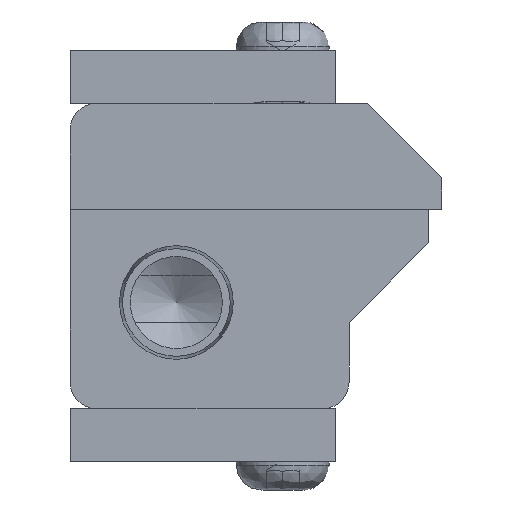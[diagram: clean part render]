
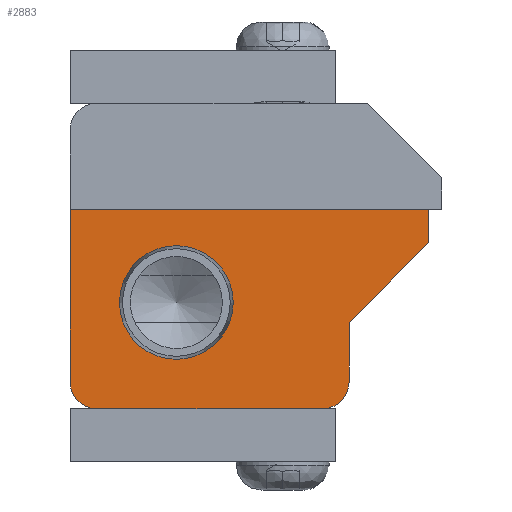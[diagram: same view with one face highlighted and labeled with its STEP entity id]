
A CAD part, left-side view. The second image highlights one B-rep face of the part: STEP entity #2883.
In plain terms, the highlighted planar face has unit normal (-1, 0, 0).
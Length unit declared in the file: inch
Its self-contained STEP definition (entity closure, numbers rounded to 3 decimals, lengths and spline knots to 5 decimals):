
#1871=CARTESIAN_POINT('',(-54.15499,18.68917,-1.0935));
#1872=VERTEX_POINT('',#1871);
#1873=CARTESIAN_POINT('',(-54.15499,18.42167,-1.0935));
#1874=DIRECTION('',(1.0,0.0,0.0));
#1875=DIRECTION('',(0.0,1.0,0.0));
#1876=AXIS2_PLACEMENT_3D('',#1873,#1874,#1875);
#1877=CIRCLE('',#1876,0.26751);
#1878=EDGE_CURVE('',#1872,#1872,#1877,.T.);
#2807=CARTESIAN_POINT('',(-54.15499,18.14836,-1.07429));
#2808=DIRECTION('',(1.0,0.0,0.0));
#2809=DIRECTION('',(0.0,0.0,-1.0));
#2810=AXIS2_PLACEMENT_3D('',#2807,#2808,#2809);
#2811=PLANE('',#2810);
#2812=CARTESIAN_POINT('',(-54.15499,18.92167,-0.656));
#2813=VERTEX_POINT('',#2812);
#2814=CARTESIAN_POINT('',(-54.15499,17.23417,-0.656));
#2815=VERTEX_POINT('',#2814);
#2816=CARTESIAN_POINT('',(-54.15499,18.92167,-0.656));
#2817=DIRECTION('',(0.0,-1.0,0.0));
#2818=VECTOR('',#2817,1.6875);
#2819=LINE('',#2816,#2818);
#2820=EDGE_CURVE('',#2813,#2815,#2819,.T.);
#2821=ORIENTED_EDGE('',*,*,#2820,.F.);
#2822=CARTESIAN_POINT('',(-54.15499,18.92167,-1.4685));
#2823=VERTEX_POINT('',#2822);
#2824=CARTESIAN_POINT('',(-54.15499,18.92167,-1.4685));
#2825=DIRECTION('',(0.0,0.0,1.0));
#2826=VECTOR('',#2825,0.8125);
#2827=LINE('',#2824,#2826);
#2828=EDGE_CURVE('',#2823,#2813,#2827,.T.);
#2829=ORIENTED_EDGE('',*,*,#2828,.F.);
#2830=CARTESIAN_POINT('',(-54.15499,18.79667,-1.5935));
#2831=VERTEX_POINT('',#2830);
#2832=CARTESIAN_POINT('',(-54.15499,18.79667,-1.4685));
#2833=DIRECTION('',(1.,0.,0.));
#2834=DIRECTION('',(0.,0.707,-0.707));
#2835=AXIS2_PLACEMENT_3D('',#2832,#2833,#2834);
#2836=CIRCLE('',#2835,0.125);
#2837=EDGE_CURVE('',#2831,#2823,#2836,.T.);
#2838=ORIENTED_EDGE('',*,*,#2837,.F.);
#2839=CARTESIAN_POINT('',(-54.15499,17.73417,-1.5935));
#2840=VERTEX_POINT('',#2839);
#2841=CARTESIAN_POINT('',(-54.15499,17.73417,-1.5935));
#2842=DIRECTION('',(0.0,1.0,0.0));
#2843=VECTOR('',#2842,1.0625);
#2844=LINE('',#2841,#2843);
#2845=EDGE_CURVE('',#2840,#2831,#2844,.T.);
#2846=ORIENTED_EDGE('',*,*,#2845,.F.);
#2847=CARTESIAN_POINT('',(-54.15499,17.60917,-1.4685));
#2848=VERTEX_POINT('',#2847);
#2849=CARTESIAN_POINT('',(-54.15499,17.73417,-1.4685));
#2850=DIRECTION('',(1.,0.,0.));
#2851=DIRECTION('',(0.,-0.707,-0.707));
#2852=AXIS2_PLACEMENT_3D('',#2849,#2850,#2851);
#2853=CIRCLE('',#2852,0.125);
#2854=EDGE_CURVE('',#2848,#2840,#2853,.T.);
#2855=ORIENTED_EDGE('',*,*,#2854,.F.);
#2856=CARTESIAN_POINT('',(-54.15499,17.60917,-1.187));
#2857=VERTEX_POINT('',#2856);
#2858=CARTESIAN_POINT('',(-54.15499,17.60917,-1.187));
#2859=DIRECTION('',(0.0,0.0,-1.0));
#2860=VECTOR('',#2859,0.2815);
#2861=LINE('',#2858,#2860);
#2862=EDGE_CURVE('',#2857,#2848,#2861,.T.);
#2863=ORIENTED_EDGE('',*,*,#2862,.F.);
#2864=CARTESIAN_POINT('',(-54.15499,17.23417,-0.812));
#2865=VERTEX_POINT('',#2864);
#2866=CARTESIAN_POINT('',(-54.15499,17.23417,-0.812));
#2867=DIRECTION('',(0.0,0.707,-0.707));
#2868=VECTOR('',#2867,0.53033);
#2869=LINE('',#2866,#2868);
#2870=EDGE_CURVE('',#2865,#2857,#2869,.T.);
#2871=ORIENTED_EDGE('',*,*,#2870,.F.);
#2872=CARTESIAN_POINT('',(-54.15499,17.23417,-0.656));
#2873=DIRECTION('',(0.0,0.0,-1.0));
#2874=VECTOR('',#2873,0.156);
#2875=LINE('',#2872,#2874);
#2876=EDGE_CURVE('',#2815,#2865,#2875,.T.);
#2877=ORIENTED_EDGE('',*,*,#2876,.F.);
#2878=EDGE_LOOP('',(#2821,#2829,#2838,#2846,#2855,#2863,#2871,#2877));
#2879=FACE_OUTER_BOUND('',#2878,.T.);
#2880=ORIENTED_EDGE('',*,*,#1878,.T.);
#2881=EDGE_LOOP('',(#2880));
#2882=FACE_BOUND('',#2881,.T.);
#2883=ADVANCED_FACE('',(#2879,#2882),#2811,.F.);
